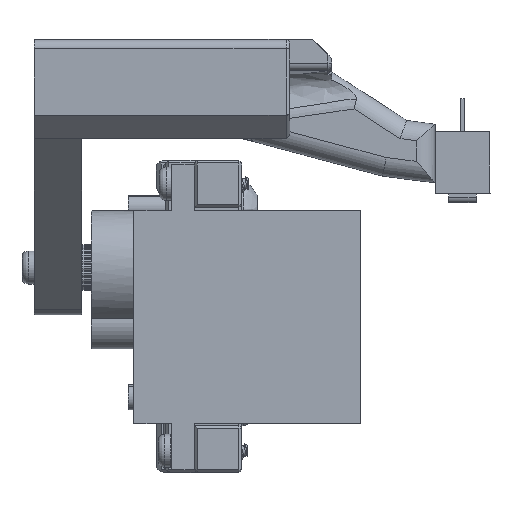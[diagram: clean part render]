
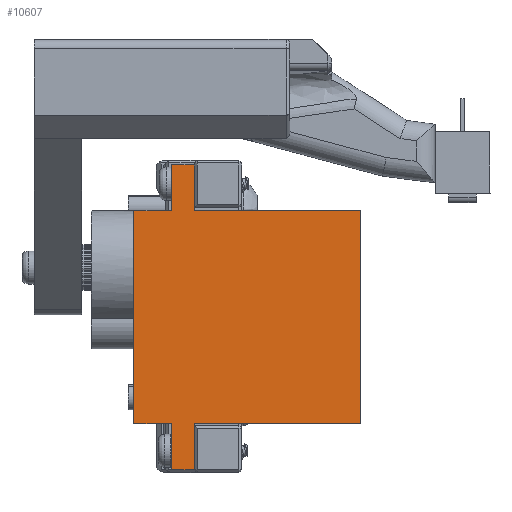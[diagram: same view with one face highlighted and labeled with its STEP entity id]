
A CAD part, left-side view. The second image highlights one B-rep face of the part: STEP entity #10607.
In plain terms, the highlighted face is planar.
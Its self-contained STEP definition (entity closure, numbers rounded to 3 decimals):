
#960=FACE_OUTER_BOUND('',#1563,.T.);
#1563=EDGE_LOOP('',(#7842,#7843,#7844,#7845,#7846,#7847,#7848,#7849,#7850,
#7851,#7852,#7853,#7854));
#2538=LINE('',#16877,#3549);
#2541=LINE('',#16884,#3552);
#2554=LINE('',#16915,#3565);
#2567=LINE('',#16946,#3578);
#2572=LINE('',#16956,#3583);
#2575=LINE('',#16962,#3586);
#2578=LINE('',#16968,#3589);
#2581=LINE('',#16973,#3592);
#2585=LINE('',#16980,#3596);
#2586=LINE('',#16982,#3597);
#2588=LINE('',#16986,#3599);
#2592=LINE('',#16993,#3603);
#2594=LINE('',#16996,#3605);
#3549=VECTOR('',#12801,10.);
#3552=VECTOR('',#12808,10.);
#3565=VECTOR('',#12833,10.);
#3578=VECTOR('',#12860,10.);
#3583=VECTOR('',#12869,10.);
#3586=VECTOR('',#12874,10.);
#3589=VECTOR('',#12879,10.);
#3592=VECTOR('',#12884,10.);
#3596=VECTOR('',#12890,10.);
#3597=VECTOR('',#12893,10.);
#3599=VECTOR('',#12897,10.);
#3603=VECTOR('',#12903,10.);
#3605=VECTOR('',#12907,10.);
#4566=VERTEX_POINT('',#16864);
#4570=VERTEX_POINT('',#16875);
#4572=VERTEX_POINT('',#16883);
#4583=VERTEX_POINT('',#16912);
#4584=VERTEX_POINT('',#16914);
#4594=VERTEX_POINT('',#16943);
#4595=VERTEX_POINT('',#16945);
#4598=VERTEX_POINT('',#16955);
#4600=VERTEX_POINT('',#16961);
#4602=VERTEX_POINT('',#16967);
#4605=VERTEX_POINT('',#16978);
#4606=VERTEX_POINT('',#16985);
#4608=VERTEX_POINT('',#16991);
#5736=EDGE_CURVE('',#4566,#4570,#2538,.T.);
#5739=EDGE_CURVE('',#4572,#4566,#2541,.T.);
#5754=EDGE_CURVE('',#4584,#4583,#2554,.T.);
#5769=EDGE_CURVE('',#4595,#4594,#2567,.T.);
#5774=EDGE_CURVE('',#4598,#4595,#2572,.T.);
#5777=EDGE_CURVE('',#4583,#4600,#2575,.T.);
#5780=EDGE_CURVE('',#4600,#4602,#2578,.T.);
#5783=EDGE_CURVE('',#4602,#4598,#2581,.T.);
#5787=EDGE_CURVE('',#4594,#4605,#2585,.T.);
#5788=EDGE_CURVE('',#4605,#4572,#2586,.T.);
#5790=EDGE_CURVE('',#4570,#4606,#2588,.T.);
#5794=EDGE_CURVE('',#4606,#4608,#2592,.T.);
#5796=EDGE_CURVE('',#4608,#4584,#2594,.T.);
#7842=ORIENTED_EDGE('',*,*,#5754,.T.);
#7843=ORIENTED_EDGE('',*,*,#5777,.T.);
#7844=ORIENTED_EDGE('',*,*,#5780,.T.);
#7845=ORIENTED_EDGE('',*,*,#5783,.T.);
#7846=ORIENTED_EDGE('',*,*,#5774,.T.);
#7847=ORIENTED_EDGE('',*,*,#5769,.T.);
#7848=ORIENTED_EDGE('',*,*,#5787,.T.);
#7849=ORIENTED_EDGE('',*,*,#5788,.T.);
#7850=ORIENTED_EDGE('',*,*,#5739,.T.);
#7851=ORIENTED_EDGE('',*,*,#5736,.T.);
#7852=ORIENTED_EDGE('',*,*,#5790,.T.);
#7853=ORIENTED_EDGE('',*,*,#5794,.T.);
#7854=ORIENTED_EDGE('',*,*,#5796,.T.);
#10191=PLANE('',#11430);
#10607=ADVANCED_FACE('',(#960),#10191,.F.);
#11430=AXIS2_PLACEMENT_3D('',#16998,#12910,#12911);
#12801=DIRECTION('',(0.,-1.,0.));
#12808=DIRECTION('',(0.,-1.,0.));
#12833=DIRECTION('',(0.,1.,0.));
#12860=DIRECTION('',(1.,0.,0.));
#12869=DIRECTION('',(0.,1.,0.));
#12874=DIRECTION('',(-1.,0.,0.));
#12879=DIRECTION('',(0.,1.,0.));
#12884=DIRECTION('',(1.,0.,0.));
#12890=DIRECTION('',(0.,-1.,0.));
#12893=DIRECTION('',(1.,0.,0.));
#12897=DIRECTION('',(-1.,0.,0.));
#12903=DIRECTION('',(0.,-1.,0.));
#12907=DIRECTION('',(-1.,0.,0.));
#12910=DIRECTION('center_axis',(0.,0.,1.));
#12911=DIRECTION('ref_axis',(1.,0.,0.));
#16864=CARTESIAN_POINT('',(24.,16.5,0.));
#16875=CARTESIAN_POINT('',(24.,0.,0.));
#16877=CARTESIAN_POINT('',(24.,22.5,0.));
#16883=CARTESIAN_POINT('',(24.,22.5,0.));
#16884=CARTESIAN_POINT('',(24.,22.5,0.));
#16912=CARTESIAN_POINT('',(17.6,0.,0.));
#16914=CARTESIAN_POINT('',(17.6,-4.85,0.));
#16915=CARTESIAN_POINT('',(17.6,-4.85,0.));
#16943=CARTESIAN_POINT('',(20.,27.35,0.));
#16945=CARTESIAN_POINT('',(17.6,27.35,0.));
#16946=CARTESIAN_POINT('',(17.6,27.35,0.));
#16955=CARTESIAN_POINT('',(17.6,22.5,0.));
#16956=CARTESIAN_POINT('',(17.6,22.5,0.));
#16961=CARTESIAN_POINT('',(0.,0.,0.));
#16962=CARTESIAN_POINT('',(17.6,0.,0.));
#16967=CARTESIAN_POINT('',(0.,22.5,0.));
#16968=CARTESIAN_POINT('',(0.,0.,0.));
#16973=CARTESIAN_POINT('',(0.,22.5,0.));
#16978=CARTESIAN_POINT('',(20.,22.5,0.));
#16980=CARTESIAN_POINT('',(20.,27.35,0.));
#16982=CARTESIAN_POINT('',(20.,22.5,0.));
#16985=CARTESIAN_POINT('',(20.,0.,0.));
#16986=CARTESIAN_POINT('',(24.,0.,0.));
#16991=CARTESIAN_POINT('',(20.,-4.85,0.));
#16993=CARTESIAN_POINT('',(20.,0.,0.));
#16996=CARTESIAN_POINT('',(20.,-4.85,0.));
#16998=CARTESIAN_POINT('Origin',(12.,11.25,0.));
